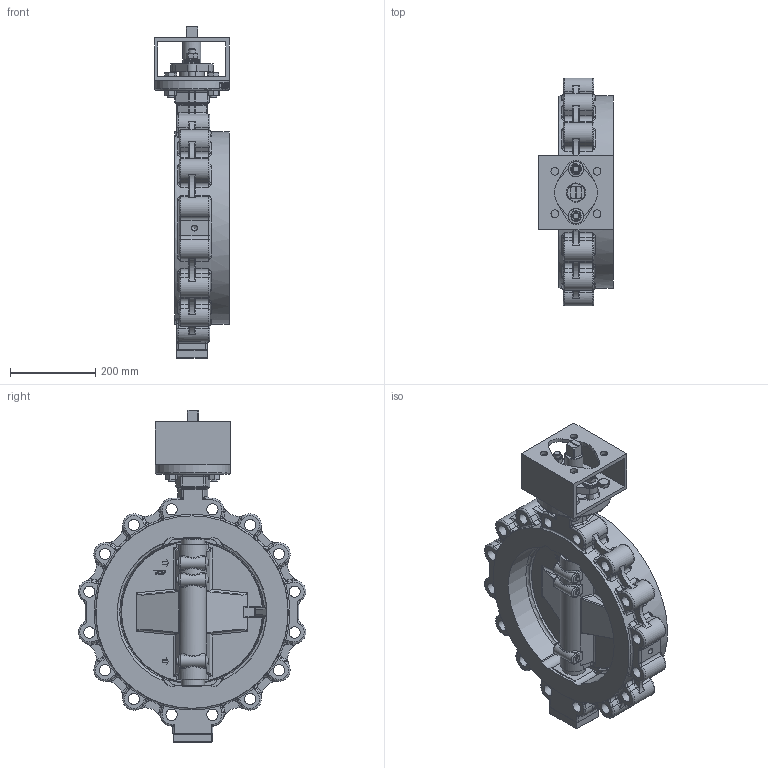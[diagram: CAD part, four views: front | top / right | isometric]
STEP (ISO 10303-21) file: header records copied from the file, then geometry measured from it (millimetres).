
FILE_DESCRIPTION(/* description */ (''),/* implementation_level */ '2;1');
FILE_NAME(/* name */ 'HP114-SEG-K3 DN350 PN25.stp',/* time_stamp */ '2018-11-26T08:50:32+01:00',/* author */ ('hellwig'),/* organization */ (''),/* preprocessor_version */ 'ST-DEVELOPER v16.5',/* originating_system */ 'Autodesk Inventor 2017',/* authorisation */ '');
FILE_SCHEMA (('CONFIG_CONTROL_DESIGN'));
Products named in the file (1): M26529
Bounding box: 175.15 x 532.54 x 776.75 mm (x, y, z)
Volume: 21691.4 mm3; surface area: 1613822.4 mm2
Topology: 29 solids, 32 shells, 2359 faces, 5832 edges, 3534 vertices
Faces by surface type: plane 774, cylinder 678, torus 338, bspline 329, cone 198, sphere 42
Full cylindrical faces by diameter (mm): 6 x4, 10 x40, 10.106 x4, 12 x4, 13.5 x4, 13.835 x4, 14 x3, 14.2 x3, 14.917 x4, 16 x12, 17.5 x2, 18 x12, 18.3 x12, 20 x4, 22 x4, 26.211 x16, 35.5 x12, 42 x2, 42.05 x4, 42.2 x5, 45 x1, 45.2 x1, 45.3 x2, 47.5 x1, 48 x2, 55 x3, 55.5 x1, 57.8 x1, 57.9 x1, 58 x2
Entity records: 101962 total; most frequent: CARTESIAN_POINT 48021, DIRECTION 10596, ORIENTED_EDGE 10452, EDGE_CURVE 5192, AXIS2_PLACEMENT_3D 4310, VERTEX_POINT 3360, EDGE_LOOP 2998, FACE_OUTER_BOUND 2359
